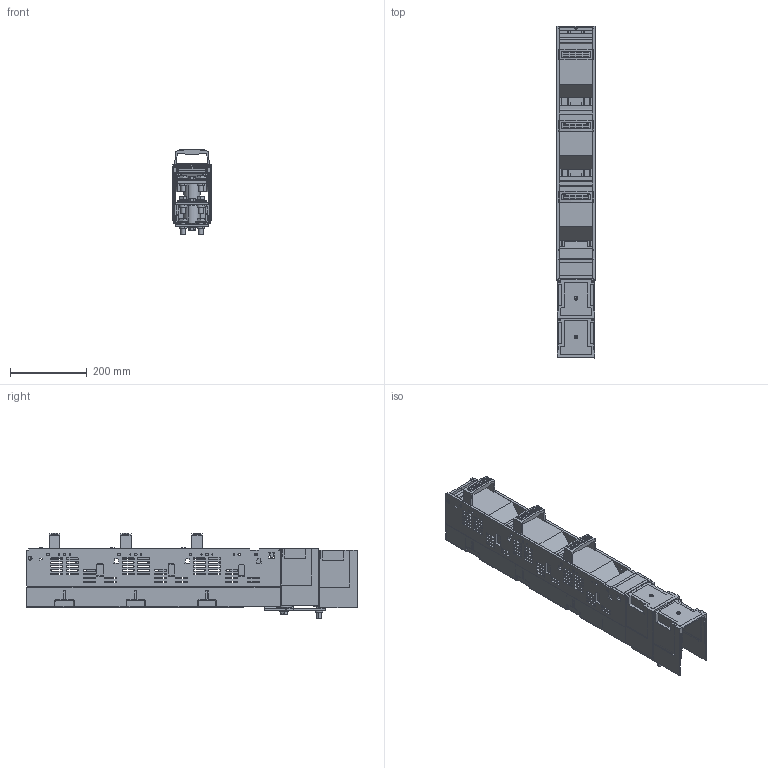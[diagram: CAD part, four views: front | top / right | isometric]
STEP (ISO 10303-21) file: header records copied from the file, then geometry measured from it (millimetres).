
FILE_DESCRIPTION(('CATIA V5 STEP'),'2;1');
FILE_NAME('L3921200_L_NH-Sicherungslastschaltleiste_SL3-3x_910_HA_Au.stp','2016-04-05T15:21:26+00:00',('none'),('Jean Müller GmbH'),'CATIA Version 5 Release 19 SP 9 (IN-10)','CATIA V5 STEP AP214','none');
FILE_SCHEMA(('AUTOMOTIVE_DESIGN { 1 0 10303 214 1 1 1 1 }'));
Length unit declared in the file: millimetre
Products named in the file (27): L3921200_L_NH-Sicherungslastschaltleiste SL3-3x/910/HA; 33760_L_Traegerteil; 802637_30_Verbindungswinkel; 155290_Verbindungswinkel; 155291_Verbindungswinkel; 802633_20_L01_Schraubanschluss 910a-Leiste; 153768_L_Anschlusswinkel L3/L1; 158004_Anschlusslasche; 61246_Setzmutter M12,1; 87437_Giessharzisolator; 158003_Anschlusslasche_L2; 158006_Verbindungsschiene L2; 158002_Anschlusslasche; 155941_Verbindungsschiene; 65817_Sechskantschraube M12x25; 66905_Spannscheibe DIN 6796_12; 61231_Setzmutter_M12; 66903_Spannscheibe DIN6796 -10; 65745_Sechskantschraube M10x20; 65811_Sechskantschraube M12x35; 802870_L01_Leistendeckel/ Oberteil D-SL10/3x; 33616_E_Griff; 33626_01_M_Griffkennzeichnung; 33613_E_Anschlussraumklappe; 804359_L_Seitenwaende kpl; 33609_02_E_Leistendeckel SL10/3x3; 33614_L_Anschlussraumabdeckung HA-SL123
Assembly tree (57 placements, depth 3):
  L3921200_L_NH-Sicherungslastschaltleiste SL3-3x/910/HA
    33760_L_Traegerteil
    802637_30_Verbindungswinkel
      155290_Verbindungswinkel  x2
      155291_Verbindungswinkel
    802633_20_L01_Schraubanschluss 910a-Leiste
      153768_L_Anschlusswinkel L3/L1
      158004_Anschlusslasche
      61246_Setzmutter M12,1
      87437_Giessharzisolator  x2
      158003_Anschlusslasche_L2
      158006_Verbindungsschiene L2
      158002_Anschlusslasche
      155941_Verbindungsschiene
      65817_Sechskantschraube M12x25
      66905_Spannscheibe DIN 6796_12  x7
      61231_Setzmutter_M12  x6
      66903_Spannscheibe DIN6796 -10  x4
      65745_Sechskantschraube M10x20  x4
      65811_Sechskantschraube M12x35  x6
    802870_L01_Leistendeckel/ Oberteil D-SL10/3x
      33616_E_Griff  x3
      33626_01_M_Griffkennzeichnung  x3
      33613_E_Anschlussraumklappe
      804359_L_Seitenwaende kpl
      33609_02_E_Leistendeckel SL10/3x3  x3
    33614_L_Anschlussraumabdeckung HA-SL123  x2
Bounding box: 99.5 x 862.24 x 222.36 mm (x, y, z)
Volume: 4264751.4 mm3; surface area: 1325631.5 mm2
Topology: 55 solids, 57 shells, 4737 faces, 11258 edges, 6613 vertices
Faces by surface type: plane 3392, cylinder 1033, cone 218, bspline 78, sphere 16
Entity records: 104763 total; most frequent: CARTESIAN_POINT 20612, ORIENTED_EDGE 15308, DIRECTION 12365, EDGE_CURVE 7654, VECTOR 5462, LINE 5462, VERTEX_POINT 4795, AXIS2_PLACEMENT_3D 4268
